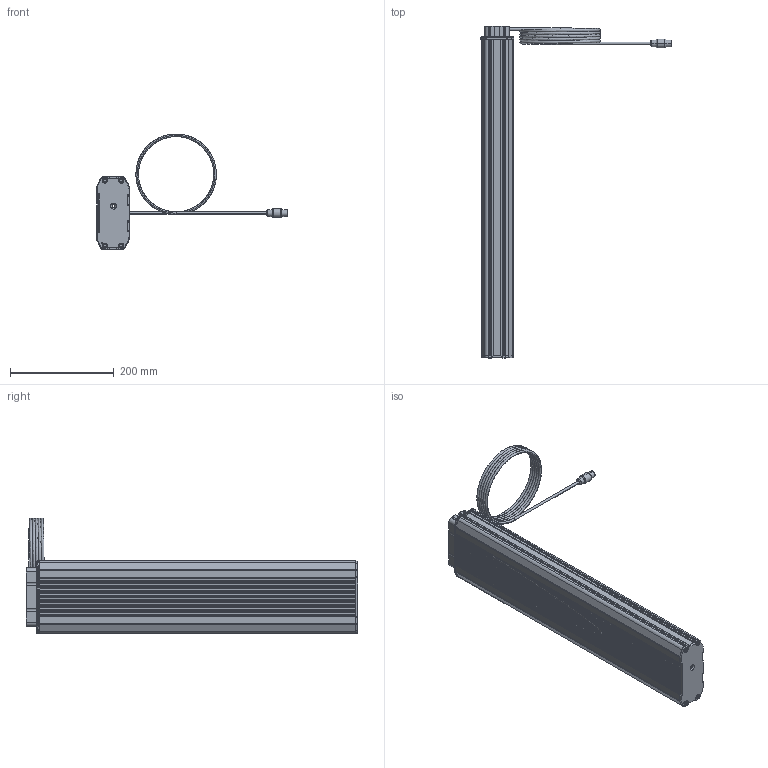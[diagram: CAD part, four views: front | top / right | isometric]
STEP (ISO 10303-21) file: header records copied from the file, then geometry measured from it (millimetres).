
FILE_DESCRIPTION (( 'STEP AP203' ), '1' );
FILE_NAME ('T165-2 EB641 Hub 496.STEP', '2011-11-15T07:24:35', ( 'PC' ), ( 'PC' ), 'SwSTEP 2.0', 'SolidWorks 2007', '' );
FILE_SCHEMA (( 'CONFIG_CONTROL_DESIGN' ));
Length unit declared in the file: millimetre
Products named in the file (7): T165A_Merwag; Kabel_f黵 Katalog; T165-2 EB641 Hub 496; Hilfsplatte_Achsparallel; T170I_koax achsparallel; Fußplatte Innen_aus Pom mit Führung; Brille neu T165_Standard
Assembly tree (6 placements, depth 2):
  T165-2 EB641 Hub 496
    Brille neu T165_Standard
    T165A_Merwag
    Hilfsplatte_Achsparallel
    Fußplatte Innen_aus Pom mit Führung
    T170I_koax achsparallel
    Kabel_f黵 Katalog
Bounding box: 366.83 x 640 x 223.49 mm (x, y, z)
Volume: 1555562.1 mm3; surface area: 1052503.2 mm2
Topology: 6 solids, 6 shells, 828 faces, 2302 edges, 1503 vertices
Faces by surface type: cylinder 515, plane 240, torus 37, cone 32, bspline 4
Entity records: 29965 total; most frequent: CARTESIAN_POINT 6926, DIRECTION 5042, ORIENTED_EDGE 4604, EDGE_CURVE 2302, AXIS2_PLACEMENT_3D 1931, VERTEX_POINT 1503, LINE 1180, VECTOR 1180
